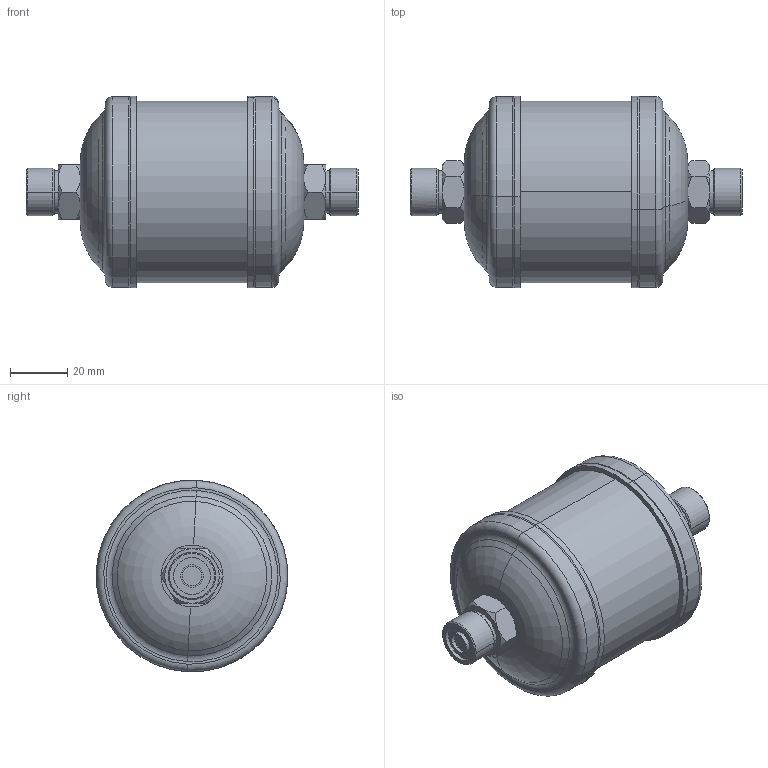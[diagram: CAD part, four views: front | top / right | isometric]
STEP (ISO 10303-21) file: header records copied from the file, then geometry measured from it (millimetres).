
FILE_DESCRIPTION (( 'STEP AP203' ), '1' );
FILE_NAME ('023Z1501R - DCL 053FS.STEP', '2022-12-06T09:17:58', ( '' ), ( '' ), 'SwSTEP 2.0', 'SolidWorks 2020', '' );
FILE_SCHEMA (( 'CONFIG_CONTROL_DESIGN' ));
Length unit declared in the file: millimetre
Products named in the file (1): 023Z1501R - DCL 053FS
Bounding box: 116 x 67 x 67 mm (x, y, z)
Volume: 237987.5 mm3; surface area: 22888 mm2
Topology: 1 solids, 1 shells, 119 faces, 245 edges, 144 vertices
Faces by surface type: cone 40, plane 31, cylinder 30, torus 16, bspline 2
Entity records: 3847 total; most frequent: CARTESIAN_POINT 1265, DIRECTION 562, ORIENTED_EDGE 490, AXIS2_PLACEMENT_3D 252, EDGE_CURVE 245, VERTEX_POINT 144, EDGE_LOOP 135, CIRCLE 134
